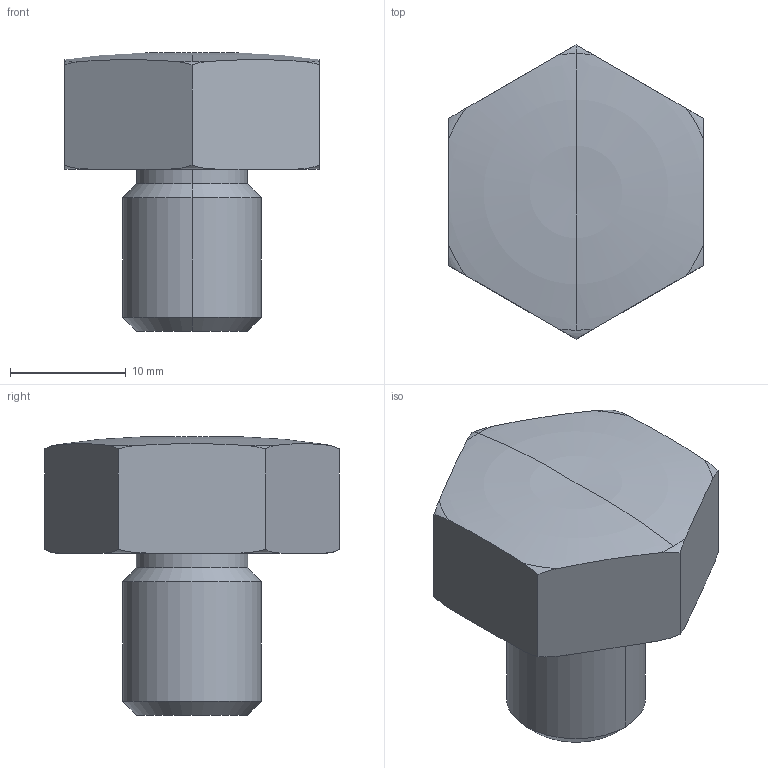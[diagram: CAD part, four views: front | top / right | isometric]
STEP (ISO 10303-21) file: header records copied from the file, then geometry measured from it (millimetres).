
FILE_DESCRIPTION (( 'STEP AP203' ), '1' );
FILE_NAME ('bj811-12010-r.STEP', '2021-10-25T00:31:07', ( '' ), ( '' ), 'SwSTEP 2.0', 'SolidWorks 2020', '' );
FILE_SCHEMA (( 'CONFIG_CONTROL_DESIGN' ));
Length unit declared in the file: millimetre
Products named in the file (1): bj811-12010-r
Bounding box: 22 x 25.4 x 24.06 mm (x, y, z)
Volume: 5580.5 mm3; surface area: 2093.6 mm2
Topology: 1 solids, 1 shells, 32 faces, 81 edges, 50 vertices
Faces by surface type: torus 16, plane 8, cone 4, cylinder 4
Entity records: 1111 total; most frequent: CARTESIAN_POINT 308, ORIENTED_EDGE 158, DIRECTION 144, EDGE_CURVE 79, AXIS2_PLACEMENT_3D 62, VERTEX_POINT 50, EDGE_LOOP 33, FACE_OUTER_BOUND 32
